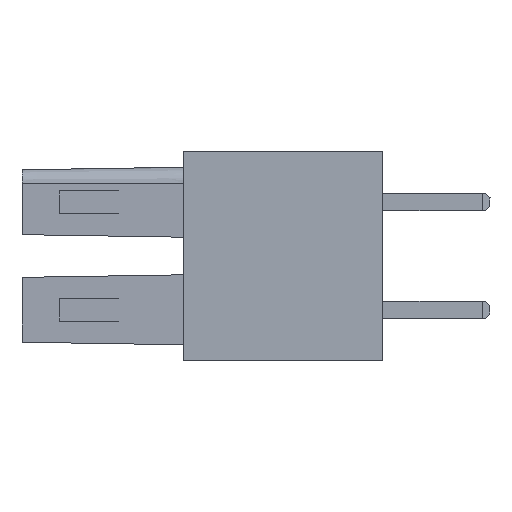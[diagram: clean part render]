
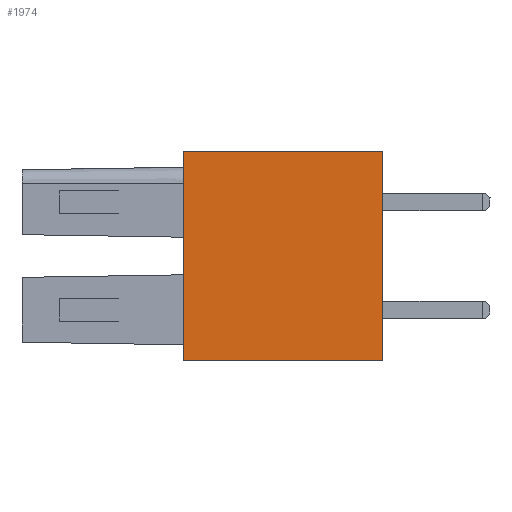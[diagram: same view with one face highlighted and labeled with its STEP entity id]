
A CAD part, left-side view. The second image highlights one B-rep face of the part: STEP entity #1974.
In plain terms, the highlighted planar face has unit normal (-1, 0, 0).
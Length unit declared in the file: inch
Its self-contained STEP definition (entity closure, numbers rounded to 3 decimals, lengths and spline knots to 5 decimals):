
#1974 = ADVANCED_FACE( '', ( #4355 ), #4356, .F. );
#4355 = FACE_OUTER_BOUND( '', #7171, .T. );
#4356 = PLANE( '', #7172 );
#7171 = EDGE_LOOP( '', ( #13310, #13311, #13312, #13313 ) );
#7172 = AXIS2_PLACEMENT_3D( '', #13314, #13315, #13316 );
#13310 = ORIENTED_EDGE( '', *, *, #19596, .T. );
#13311 = ORIENTED_EDGE( '', *, *, #17943, .F. );
#13312 = ORIENTED_EDGE( '', *, *, #19862, .F. );
#13313 = ORIENTED_EDGE( '', *, *, #18237, .T. );
#13314 = CARTESIAN_POINT( '', ( -0.7575, 0.185, -0.0975 ) );
#13315 = DIRECTION( '', ( 1., 0., 0. ) );
#13316 = DIRECTION( '', ( 0., 0., -1. ) );
#17943 = EDGE_CURVE( '', #22009, #22011, #22012, .T. );
#18237 = EDGE_CURVE( '', #22528, #22526, #22529, .T. );
#19596 = EDGE_CURVE( '', #22526, #22011, #24605, .T. );
#19862 = EDGE_CURVE( '', #22528, #22009, #24958, .T. );
#22009 = VERTEX_POINT( '', #27830 );
#22011 = VERTEX_POINT( '', #27833 );
#22012 = LINE( '', #27834, #27835 );
#22526 = VERTEX_POINT( '', #28599 );
#22528 = VERTEX_POINT( '', #28602 );
#22529 = LINE( '', #28603, #28604 );
#24605 = LINE( '', #31721, #31722 );
#24958 = LINE( '', #32261, #32262 );
#27830 = CARTESIAN_POINT( '', ( -0.7575, 0.185, 0.0975 ) );
#27833 = CARTESIAN_POINT( '', ( -0.7575, 0., 0.0975 ) );
#27834 = CARTESIAN_POINT( '', ( -0.7575, 0.185, 0.0975 ) );
#27835 = VECTOR( '', #34446, 39.37008 );
#28599 = CARTESIAN_POINT( '', ( -0.7575, 0., -0.0975 ) );
#28602 = CARTESIAN_POINT( '', ( -0.7575, 0.185, -0.0975 ) );
#28603 = CARTESIAN_POINT( '', ( -0.7575, 0.185, -0.0975 ) );
#28604 = VECTOR( '', #34710, 39.37008 );
#31721 = CARTESIAN_POINT( '', ( -0.7575, 0., -0.0975 ) );
#31722 = VECTOR( '', #35818, 39.37008 );
#32261 = CARTESIAN_POINT( '', ( -0.7575, 0.185, -0.0975 ) );
#32262 = VECTOR( '', #36011, 39.37008 );
#34446 = DIRECTION( '', ( 0., -1., 0. ) );
#34710 = DIRECTION( '', ( 0., -1., 0. ) );
#35818 = DIRECTION( '', ( 0., 0., 1. ) );
#36011 = DIRECTION( '', ( 0., 0., 1. ) );
